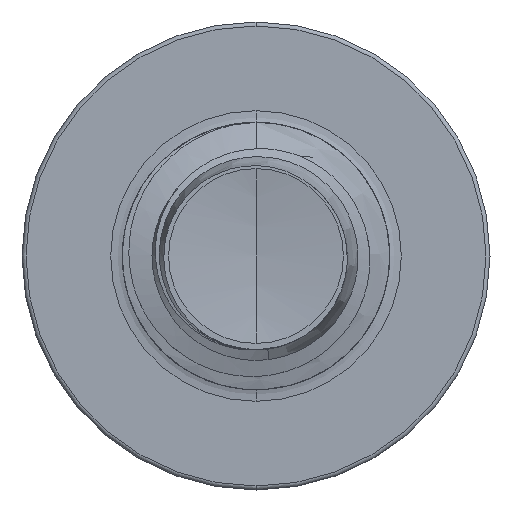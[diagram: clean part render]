
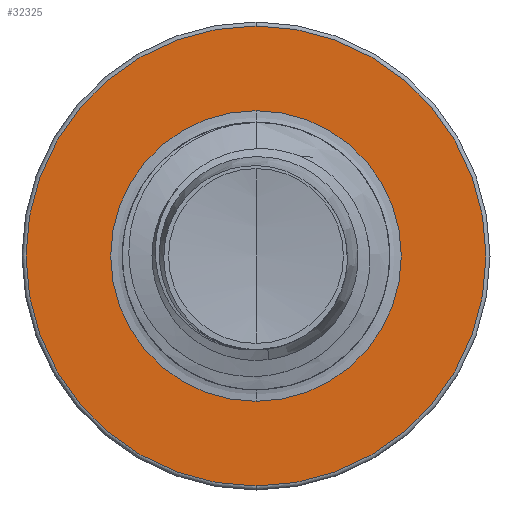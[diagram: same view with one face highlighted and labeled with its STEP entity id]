
A CAD part, front view. The second image highlights one B-rep face of the part: STEP entity #32325.
In plain terms, the highlighted planar face has unit normal (0, -1, 0).
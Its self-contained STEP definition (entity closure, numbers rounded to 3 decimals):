
#484 = CARTESIAN_POINT ( 'NONE',  ( 0., 14., 0. ) ) ;
#2703 = PLANE ( 'NONE',  #10196 ) ;
#2709 = CARTESIAN_POINT ( 'NONE',  ( 0., 14., 2.174 ) ) ;
#2715 = CIRCLE ( 'NONE', #21757, 2.174 ) ;
#3449 = ORIENTED_EDGE ( 'NONE', *, *, #22722, .F. ) ;
#3609 = DIRECTION ( 'NONE',  ( 0., 0., 1. ) ) ;
#3638 = ORIENTED_EDGE ( 'NONE', *, *, #10309, .T. ) ;
#4031 = CARTESIAN_POINT ( 'NONE',  ( 0., 14., -3.44 ) ) ;
#4882 = FACE_BOUND ( 'NONE', #16391, .T. ) ;
#4892 = DIRECTION ( 'NONE',  ( 0., 1., 0. ) ) ;
#5398 = DIRECTION ( 'NONE',  ( 0., 0., 1. ) ) ;
#5479 = DIRECTION ( 'NONE',  ( 0., 1., 0. ) ) ;
#5887 = CIRCLE ( 'NONE', #19983, 3.44 ) ;
#5903 = EDGE_CURVE ( 'NONE', #31911, #19659, #11947, .T. ) ;
#7785 = CARTESIAN_POINT ( 'NONE',  ( 0., 14., 3.44 ) ) ;
#8883 = EDGE_LOOP ( 'NONE', ( #31715, #3449 ) ) ;
#9820 = ORIENTED_EDGE ( 'NONE', *, *, #23893, .T. ) ;
#10196 = AXIS2_PLACEMENT_3D ( 'NONE', #23804, #21201, #5398 ) ;
#10309 = EDGE_CURVE ( 'NONE', #27070, #11629, #13976, .T. ) ;
#11629 = VERTEX_POINT ( 'NONE', #29378 ) ;
#11947 = CIRCLE ( 'NONE', #30547, 3.44 ) ;
#13976 = CIRCLE ( 'NONE', #29279, 2.174 ) ;
#14155 = DIRECTION ( 'NONE',  ( 0., 1., 0. ) ) ;
#16391 = EDGE_LOOP ( 'NONE', ( #3638, #9820 ) ) ;
#18906 = DIRECTION ( 'NONE',  ( 0., 1., 0. ) ) ;
#19659 = VERTEX_POINT ( 'NONE', #4031 ) ;
#19983 = AXIS2_PLACEMENT_3D ( 'NONE', #21287, #5479, #23996 ) ;
#20679 = CARTESIAN_POINT ( 'NONE',  ( 0., 14., 0. ) ) ;
#20958 = FACE_OUTER_BOUND ( 'NONE', #8883, .T. ) ;
#21201 = DIRECTION ( 'NONE',  ( 0., 1., 0. ) ) ;
#21287 = CARTESIAN_POINT ( 'NONE',  ( 0., 14., 0. ) ) ;
#21757 = AXIS2_PLACEMENT_3D ( 'NONE', #20679, #4892, #23381 ) ;
#22722 = EDGE_CURVE ( 'NONE', #19659, #31911, #5887, .T. ) ;
#23381 = DIRECTION ( 'NONE',  ( 0., 0., 1. ) ) ;
#23804 = CARTESIAN_POINT ( 'NONE',  ( 0., 14., -2.174 ) ) ;
#23893 = EDGE_CURVE ( 'NONE', #11629, #27070, #2715, .T. ) ;
#23996 = DIRECTION ( 'NONE',  ( 0., 0., 1. ) ) ;
#27070 = VERTEX_POINT ( 'NONE', #2709 ) ;
#29279 = AXIS2_PLACEMENT_3D ( 'NONE', #484, #18906, #3609 ) ;
#29378 = CARTESIAN_POINT ( 'NONE',  ( 0., 14., -2.174 ) ) ;
#30016 = CARTESIAN_POINT ( 'NONE',  ( 0., 14., 0. ) ) ;
#30547 = AXIS2_PLACEMENT_3D ( 'NONE', #30016, #14155, #32641 ) ;
#31715 = ORIENTED_EDGE ( 'NONE', *, *, #5903, .F. ) ;
#31911 = VERTEX_POINT ( 'NONE', #7785 ) ;
#32325 = ADVANCED_FACE ( 'NONE', ( #20958, #4882 ), #2703, .F. ) ;
#32641 = DIRECTION ( 'NONE',  ( 0., 0., 1. ) ) ;
